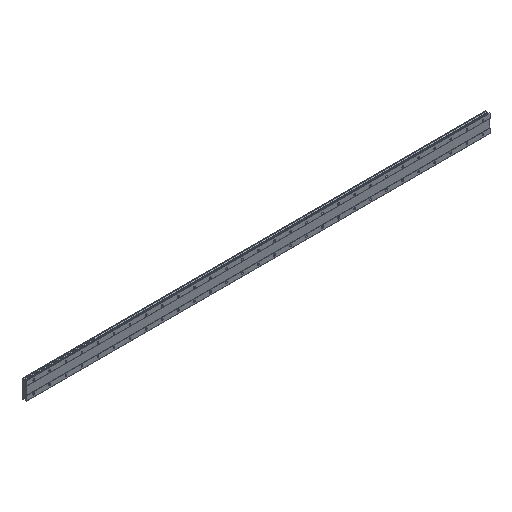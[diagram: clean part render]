
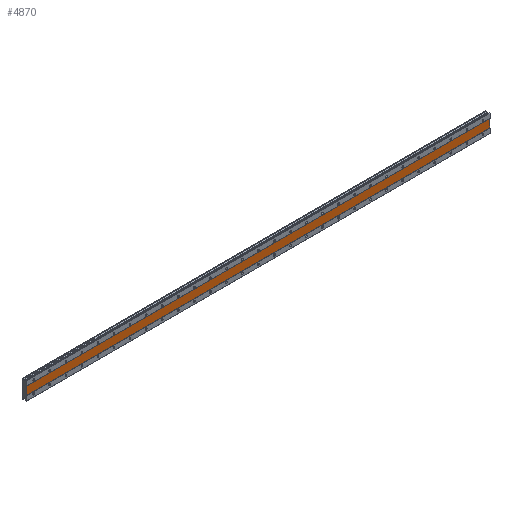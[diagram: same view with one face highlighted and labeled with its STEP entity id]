
A CAD part, isometric view. The second image highlights one B-rep face of the part: STEP entity #4870.
In plain terms, the highlighted planar face has unit normal (0, -1, 0).
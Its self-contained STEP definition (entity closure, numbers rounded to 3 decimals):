
#541 = DIRECTION ( 'NONE',  ( 1., 0., 0. ) ) ;
#544 = ORIENTED_EDGE ( 'NONE', *, *, #4425, .F. ) ;
#615 = EDGE_CURVE ( 'NONE', #9383, #5281, #7336, .T. ) ;
#700 = CARTESIAN_POINT ( 'NONE',  ( 2275., 1., -20. ) ) ;
#960 = VERTEX_POINT ( 'NONE', #5609 ) ;
#1385 = VECTOR ( 'NONE', #9343, 1000. ) ;
#1932 = ORIENTED_EDGE ( 'NONE', *, *, #4985, .F. ) ;
#2070 = CARTESIAN_POINT ( 'NONE',  ( 2275., 1., 20. ) ) ;
#2631 = FACE_OUTER_BOUND ( 'NONE', #5413, .T. ) ;
#3113 = ORIENTED_EDGE ( 'NONE', *, *, #615, .F. ) ;
#3186 = LINE ( 'NONE', #6304, #5740 ) ;
#3964 = CARTESIAN_POINT ( 'NONE',  ( -35., 1., 20. ) ) ;
#3999 = LINE ( 'NONE', #700, #6907 ) ;
#4425 = EDGE_CURVE ( 'NONE', #960, #9383, #3186, .T. ) ;
#4442 = CARTESIAN_POINT ( 'NONE',  ( 2275., 1., 20. ) ) ;
#4545 = LINE ( 'NONE', #7755, #1385 ) ;
#4582 = VECTOR ( 'NONE', #541, 1000. ) ;
#4731 = ORIENTED_EDGE ( 'NONE', *, *, #6610, .F. ) ;
#4870 = ADVANCED_FACE ( 'NONE', ( #2631 ), #6680, .F. ) ;
#4975 = CARTESIAN_POINT ( 'NONE',  ( 2275., 1., -20. ) ) ;
#4985 = EDGE_CURVE ( 'NONE', #5281, #9748, #4545, .T. ) ;
#5281 = VERTEX_POINT ( 'NONE', #9979 ) ;
#5413 = EDGE_LOOP ( 'NONE', ( #4731, #1932, #3113, #544 ) ) ;
#5609 = CARTESIAN_POINT ( 'NONE',  ( -35., 1., -20. ) ) ;
#5740 = VECTOR ( 'NONE', #8675, 1000. ) ;
#6294 = DIRECTION ( 'NONE',  ( -1., 0., 0. ) ) ;
#6304 = CARTESIAN_POINT ( 'NONE',  ( -35., 1., 20. ) ) ;
#6610 = EDGE_CURVE ( 'NONE', #9748, #960, #3999, .T. ) ;
#6680 = PLANE ( 'NONE',  #7375 ) ;
#6907 = VECTOR ( 'NONE', #6294, 1000. ) ;
#7336 = LINE ( 'NONE', #2070, #4582 ) ;
#7375 = AXIS2_PLACEMENT_3D ( 'NONE', #4442, #7378, #7554 ) ;
#7378 = DIRECTION ( 'NONE',  ( 0., 1., 0. ) ) ;
#7554 = DIRECTION ( 'NONE',  ( 0., 0., 1. ) ) ;
#7755 = CARTESIAN_POINT ( 'NONE',  ( 2275., 1., 20. ) ) ;
#8675 = DIRECTION ( 'NONE',  ( 0., 0., 1. ) ) ;
#9343 = DIRECTION ( 'NONE',  ( 0., 0., -1. ) ) ;
#9383 = VERTEX_POINT ( 'NONE', #3964 ) ;
#9748 = VERTEX_POINT ( 'NONE', #4975 ) ;
#9979 = CARTESIAN_POINT ( 'NONE',  ( 2275., 1., 20. ) ) ;
